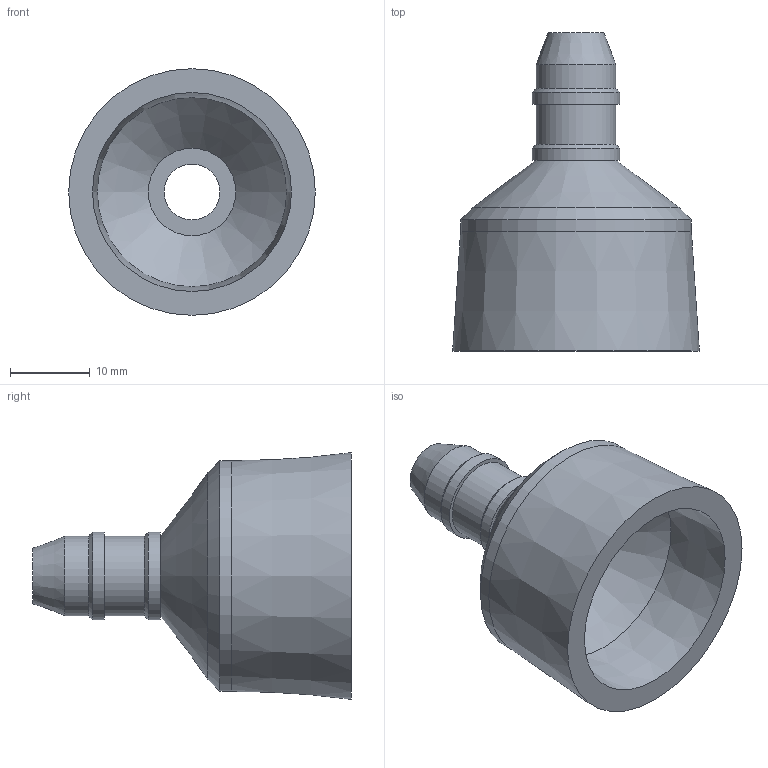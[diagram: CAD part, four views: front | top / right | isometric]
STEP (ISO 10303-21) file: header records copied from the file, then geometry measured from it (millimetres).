
FILE_DESCRIPTION(/* description */ (''),/* implementation_level */ '2;1');
FILE_NAME(/* name */ 'connecteur_blower_tuyau v1.step',/* time_stamp */ '2020-04-05T20:20:52+02:00',/* author */ (''),/* organization */ (''),/* preprocessor_version */ 'ST-DEVELOPER v18',/* originating_system */ 'Autodesk Translation Framework v8.12.0.6',/* authorisation */ '');
FILE_SCHEMA (('AUTOMOTIVE_DESIGN { 1 0 10303 214 3 1 1 }'));
Length unit declared in the file: millimetre
Products named in the file (1): connecteur_blower_tuyau
Bounding box: 31 x 40 x 31 mm (x, y, z)
Volume: 8681.3 mm3; surface area: 4892.6 mm2
Topology: 1 solids, 1 shells, 18 faces, 37 edges, 23 vertices
Faces by surface type: cone 8, cylinder 6, plane 4
Full cylindrical faces by diameter (mm): 7 x1, 10 x2, 11 x2, 29 x1
Entity records: 521 total; most frequent: DIRECTION 98, CARTESIAN_POINT 79, ORIENTED_EDGE 74, AXIS2_PLACEMENT_3D 42, EDGE_CURVE 37, CIRCLE 23, VERTEX_POINT 23, EDGE_LOOP 22
